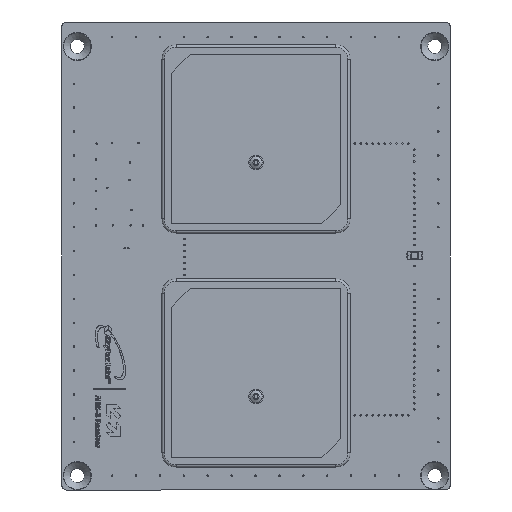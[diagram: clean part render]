
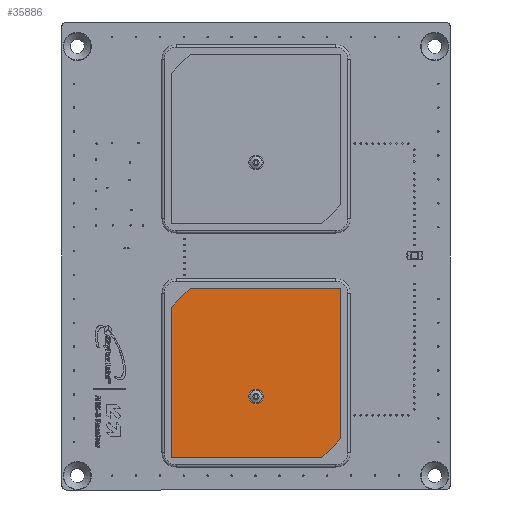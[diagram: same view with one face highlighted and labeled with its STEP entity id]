
A CAD part, left-side view. The second image highlights one B-rep face of the part: STEP entity #35886.
In plain terms, the highlighted face is planar.
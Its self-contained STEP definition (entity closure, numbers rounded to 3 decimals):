
#808=CIRCLE('',#38166,1.533);
#809=CIRCLE('',#38167,1.533);
#1649=FACE_BOUND('',#5562,.T.);
#3669=FACE_OUTER_BOUND('',#5561,.T.);
#5561=EDGE_LOOP('',(#28294,#28295,#28296,#28297,#28298,#28299));
#5562=EDGE_LOOP('',(#28300,#28301));
#9241=LINE('',#63814,#13058);
#9242=LINE('',#63816,#13059);
#9243=LINE('',#63818,#13060);
#9244=LINE('',#63820,#13061);
#9245=LINE('',#63822,#13062);
#9246=LINE('',#63823,#13063);
#13058=VECTOR('',#44204,10.);
#13059=VECTOR('',#44205,10.);
#13060=VECTOR('',#44206,10.);
#13061=VECTOR('',#44207,10.);
#13062=VECTOR('',#44208,10.);
#13063=VECTOR('',#44209,10.);
#16398=VERTEX_POINT('',#63799);
#16399=VERTEX_POINT('',#63801);
#16402=VERTEX_POINT('',#63812);
#16403=VERTEX_POINT('',#63813);
#16404=VERTEX_POINT('',#63815);
#16405=VERTEX_POINT('',#63817);
#16406=VERTEX_POINT('',#63819);
#16407=VERTEX_POINT('',#63821);
#20633=EDGE_CURVE('',#16398,#16399,#808,.T.);
#20634=EDGE_CURVE('',#16399,#16398,#809,.T.);
#20639=EDGE_CURVE('',#16402,#16403,#9241,.T.);
#20640=EDGE_CURVE('',#16403,#16404,#9242,.T.);
#20641=EDGE_CURVE('',#16404,#16405,#9243,.T.);
#20642=EDGE_CURVE('',#16405,#16406,#9244,.T.);
#20643=EDGE_CURVE('',#16406,#16407,#9245,.T.);
#20644=EDGE_CURVE('',#16407,#16402,#9246,.T.);
#28294=ORIENTED_EDGE('',*,*,#20639,.T.);
#28295=ORIENTED_EDGE('',*,*,#20640,.T.);
#28296=ORIENTED_EDGE('',*,*,#20641,.T.);
#28297=ORIENTED_EDGE('',*,*,#20642,.T.);
#28298=ORIENTED_EDGE('',*,*,#20643,.T.);
#28299=ORIENTED_EDGE('',*,*,#20644,.T.);
#28300=ORIENTED_EDGE('',*,*,#20634,.F.);
#28301=ORIENTED_EDGE('',*,*,#20633,.F.);
#33976=PLANE('',#38172);
#35886=ADVANCED_FACE('',(#3669,#1649),#33976,.T.);
#38166=AXIS2_PLACEMENT_3D('',#63802,#44189,#44190);
#38167=AXIS2_PLACEMENT_3D('',#63803,#44191,#44192);
#38172=AXIS2_PLACEMENT_3D('',#63811,#44202,#44203);
#44189=DIRECTION('center_axis',(0.,0.,1.));
#44190=DIRECTION('ref_axis',(1.,0.,0.));
#44191=DIRECTION('center_axis',(0.,0.,1.));
#44192=DIRECTION('ref_axis',(1.,0.,0.));
#44202=DIRECTION('center_axis',(0.,0.,1.));
#44203=DIRECTION('ref_axis',(1.,0.,0.));
#44204=DIRECTION('',(0.,-1.,0.));
#44205=DIRECTION('',(0.707,-0.707,0.));
#44206=DIRECTION('',(1.,0.,0.));
#44207=DIRECTION('',(0.,1.,0.));
#44208=DIRECTION('',(-0.707,0.707,0.));
#44209=DIRECTION('',(-1.,0.,0.));
#63799=CARTESIAN_POINT('',(6.533,0.,0.5));
#63801=CARTESIAN_POINT('',(3.467,0.,0.5));
#63802=CARTESIAN_POINT('Origin',(5.,0.,0.5));
#63803=CARTESIAN_POINT('Origin',(5.,0.,0.5));
#63811=CARTESIAN_POINT('Origin',(0.,0.,
0.5));
#63812=CARTESIAN_POINT('',(-18.,18.,0.5));
#63813=CARTESIAN_POINT('',(-18.,-14.,0.5));
#63814=CARTESIAN_POINT('',(-18.,-14.,0.5));
#63815=CARTESIAN_POINT('',(-14.,-18.,0.5));
#63816=CARTESIAN_POINT('',(-14.,-18.,0.5));
#63817=CARTESIAN_POINT('',(18.,-18.,0.5));
#63818=CARTESIAN_POINT('',(18.,-18.,0.5));
#63819=CARTESIAN_POINT('',(18.,14.,0.5));
#63820=CARTESIAN_POINT('',(18.,14.,0.5));
#63821=CARTESIAN_POINT('',(14.,18.,0.5));
#63822=CARTESIAN_POINT('',(14.,18.,0.5));
#63823=CARTESIAN_POINT('',(-18.,18.,0.5));
